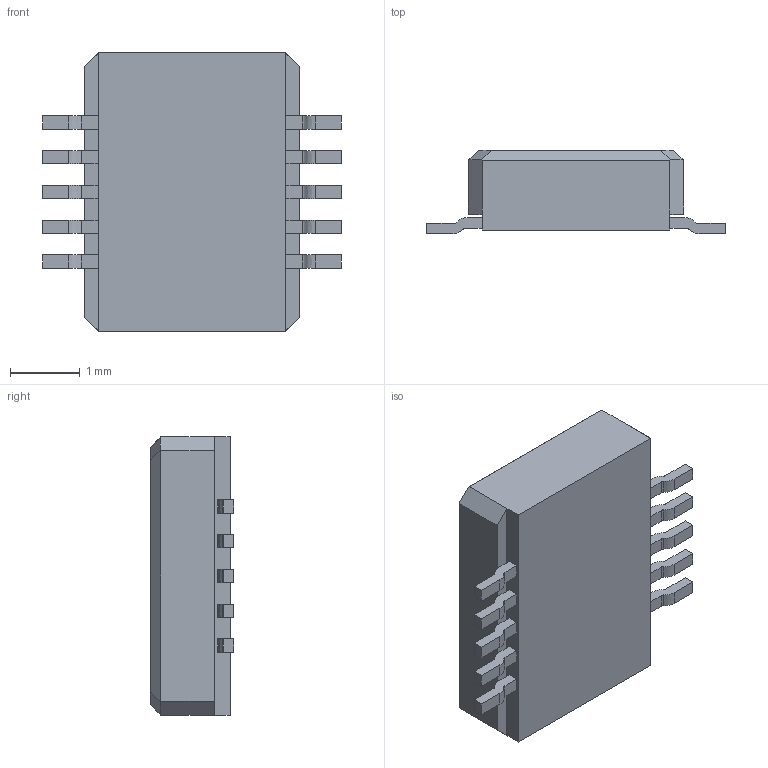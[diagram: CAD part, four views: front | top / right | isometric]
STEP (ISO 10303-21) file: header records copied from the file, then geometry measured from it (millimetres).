
FILE_DESCRIPTION(('OneSpaceDesigner STEP Export'),'2;1');
FILE_NAME('DF23C-10DP-0.5V.stp','2007-03-26T16:51:45',(''),(''),'OneSpace Designer STEP processor (Jan. 2003) for AP214(CD)(Solid Model)','OneSpace Designer 12.00 10-Sep-2003 (C) CoCreate Software GmbH','');
FILE_SCHEMA(('AUTOMOTIVE_DESIGN_CC2 {1 2 10303 214 -1 1 5 1}'));
Length unit declared in the file: millimetre
Products named in the file (1): DF23C-10DP-0.5V
Bounding box: 4.3 x 1.2 x 4 mm (x, y, z)
Volume: 9.1 mm3; surface area: 53.3 mm2
Topology: 1 solids, 1 shells, 137 faces, 368 edges, 244 vertices
Faces by surface type: plane 97, cylinder 20, bspline 20
Entity records: 5667 total; most frequent: CARTESIAN_POINT 2369, ORIENTED_EDGE 736, DIRECTION 562, EDGE_CURVE 368, VECTOR 248, LINE 248, VERTEX_POINT 244, AXIS2_PLACEMENT_3D 157
